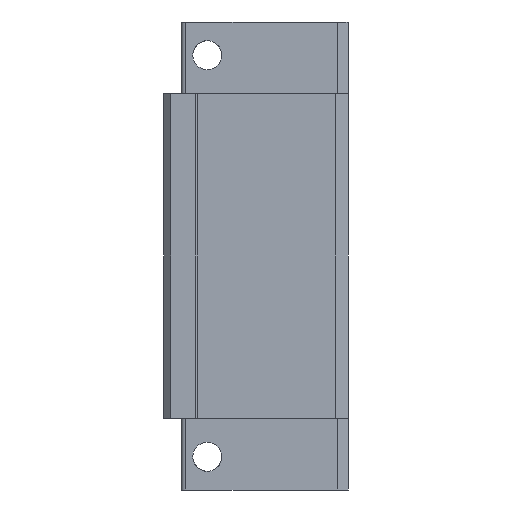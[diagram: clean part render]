
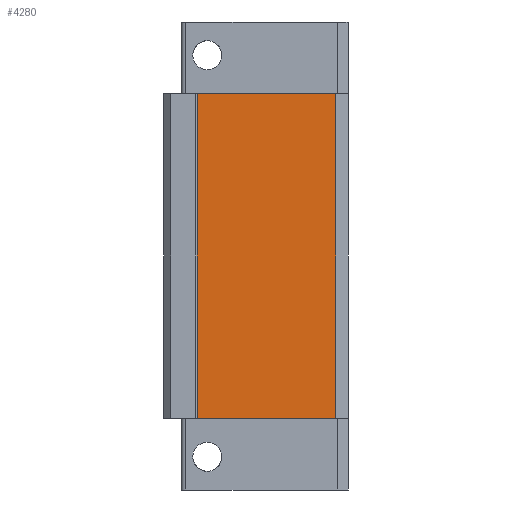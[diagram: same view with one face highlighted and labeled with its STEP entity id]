
A CAD part, left-side view. The second image highlights one B-rep face of the part: STEP entity #4280.
In plain terms, the highlighted planar face has unit normal (-1, 0, 0).
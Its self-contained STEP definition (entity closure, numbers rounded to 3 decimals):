
#683 = VERTEX_POINT ( 'NONE', #4493 ) ;
#687 = VERTEX_POINT ( 'NONE', #4497 ) ;
#731 = VERTEX_POINT ( 'NONE', #4535 ) ;
#732 = VERTEX_POINT ( 'NONE', #4536 ) ;
#1802 = EDGE_LOOP ( 'NONE', ( #4002, #4003, #4004, #4005 ) ) ;
#3443 = EDGE_CURVE ( 'NONE', #687, #683, #9599, .T. ) ;
#3481 = EDGE_CURVE ( 'NONE', #687, #732, #9660, .T. ) ;
#3483 = EDGE_CURVE ( 'NONE', #732, #731, #9678, .T. ) ;
#3485 = EDGE_CURVE ( 'NONE', #683, #731, #9670, .T. ) ;
#4002 = ORIENTED_EDGE ( 'NONE', *, *, #3485, .F. ) ;
#4003 = ORIENTED_EDGE ( 'NONE', *, *, #3443, .F. ) ;
#4004 = ORIENTED_EDGE ( 'NONE', *, *, #3481, .T. ) ;
#4005 = ORIENTED_EDGE ( 'NONE', *, *, #3483, .T. ) ;
#4280 = ADVANCED_FACE ( 'NONE', ( #9794 ), #9158, .F. ) ;
#4493 = CARTESIAN_POINT ( 'NONE',  ( -29.6, -7., 33.7 ) ) ;
#4497 = CARTESIAN_POINT ( 'NONE',  ( -29.6, -7., -33.7 ) ) ;
#4535 = CARTESIAN_POINT ( 'NONE',  ( -29.6, -35.75, 33.7 ) ) ;
#4536 = CARTESIAN_POINT ( 'NONE',  ( -29.6, -35.75, -33.7 ) ) ;
#5928 = AXIS2_PLACEMENT_3D ( 'NONE', #9161, #9167, #9168 ) ;
#8865 = CARTESIAN_POINT ( 'NONE',  ( -29.6, -7., 40.44 ) ) ;
#8866 = DIRECTION ( 'NONE',  ( 0., 0., 1. ) ) ;
#8935 = CARTESIAN_POINT ( 'NONE',  ( -29.6, 0., -33.7 ) ) ;
#8942 = DIRECTION ( 'NONE',  ( 0., -1., 0. ) ) ;
#8945 = CARTESIAN_POINT ( 'NONE',  ( -29.6, -35.75, 40.44 ) ) ;
#8946 = DIRECTION ( 'NONE',  ( 0., 0., 1. ) ) ;
#8949 = CARTESIAN_POINT ( 'NONE',  ( -29.6, 0., 33.7 ) ) ;
#8950 = DIRECTION ( 'NONE',  ( 0., -1., 0. ) ) ;
#9158 = PLANE ( 'NONE',  #5928 ) ;
#9161 = CARTESIAN_POINT ( 'NONE',  ( -29.6, -35.75, 40.44 ) ) ;
#9167 = DIRECTION ( 'NONE',  ( 1., 0., 0. ) ) ;
#9168 = DIRECTION ( 'NONE',  ( 0., 0., -1. ) ) ;
#9599 = LINE ( 'NONE', #8865, #9600 ) ;
#9600 = VECTOR ( 'NONE', #8866, 1000. ) ;
#9660 = LINE ( 'NONE', #8935, #9675 ) ;
#9670 = LINE ( 'NONE', #8949, #9681 ) ;
#9675 = VECTOR ( 'NONE', #8942, 1000. ) ;
#9678 = LINE ( 'NONE', #8945, #9679 ) ;
#9679 = VECTOR ( 'NONE', #8946, 1000. ) ;
#9681 = VECTOR ( 'NONE', #8950, 1000. ) ;
#9794 = FACE_OUTER_BOUND ( 'NONE', #1802, .T. ) ;
